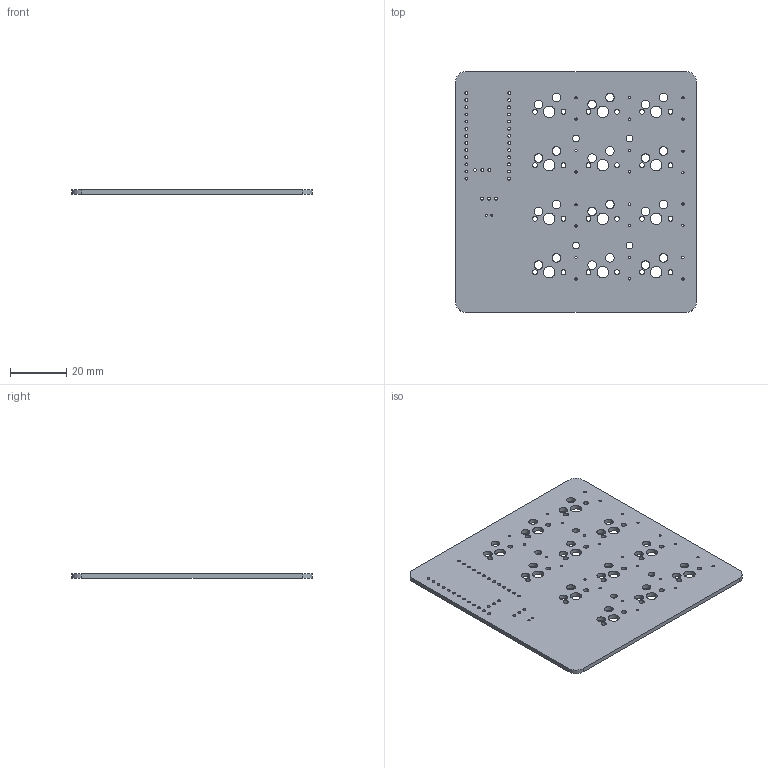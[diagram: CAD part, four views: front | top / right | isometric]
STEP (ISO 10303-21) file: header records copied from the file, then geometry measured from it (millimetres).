
FILE_DESCRIPTION(('KiCad electronic assembly'),'2;1');
FILE_NAME('numpad_wireless_v1.step','2025-07-31T22:48:36',('Pcbnew'),( 'Kicad'),'Open CASCADE STEP processor 7.8','KiCad to STEP converter' ,'Unknown');
FILE_SCHEMA(('AUTOMOTIVE_DESIGN { 1 0 10303 214 1 1 1 1 }'));
Length unit declared in the file: millimetre
Products named in the file (2): numpad_wireless_v1 1; numpad v2_PCB
Assembly tree (1 placements, depth 2):
  numpad_wireless_v1 1
    numpad v2_PCB
Bounding box: 85.72 x 85.72 x 1.51 mm (x, y, z)
Volume: 10416.1 mm3; surface area: 15374 mm2
Topology: 1 solids, 1 shells, 132 faces, 390 edges, 260 vertices
Faces by surface type: cylinder 126, plane 6
Full cylindrical faces by diameter (mm): 0.75 x2, 0.8 x24, 1 x32, 1.75 x24, 2.381 x4, 3.05 x24, 4 x12
Entity records: 5091 total; most frequent: DIRECTION 910, CARTESIAN_POINT 784, ORIENTED_EDGE 780, EDGE_CURVE 390, AXIS2_PLACEMENT_3D 386, FACE_BOUND 376, EDGE_LOOP 376, VERTEX_POINT 260
